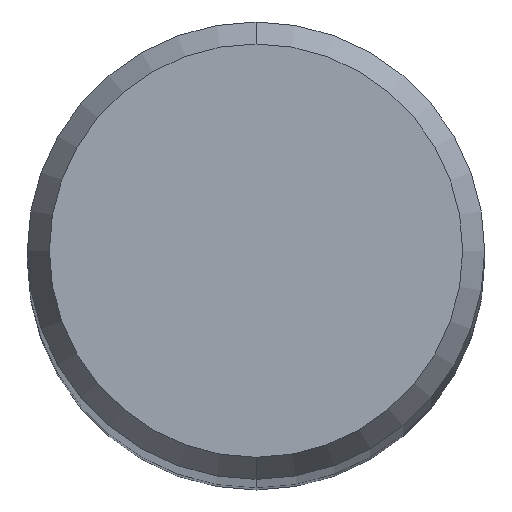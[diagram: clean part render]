
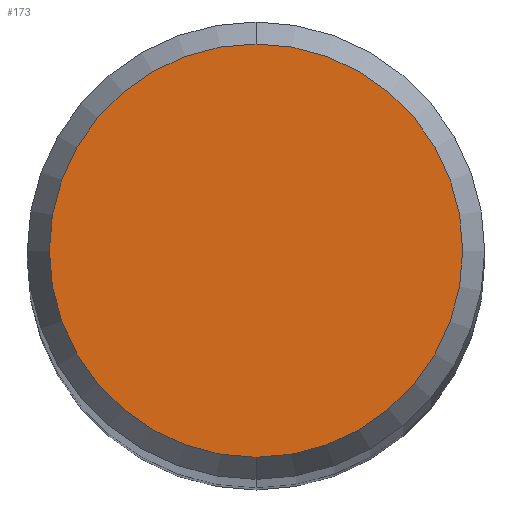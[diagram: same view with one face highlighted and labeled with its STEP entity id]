
A CAD part, top view. The second image highlights one B-rep face of the part: STEP entity #173.
In plain terms, the highlighted planar face has unit normal (0, 0, 1).
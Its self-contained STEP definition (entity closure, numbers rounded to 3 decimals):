
#165=VERTEX_POINT('',#418);
#173=ADVANCED_FACE('',(#426),#427,.T.);
#179=EDGE_CURVE('',#273,#165,#433,.T.);
#261=EDGE_CURVE('',#165,#273,#522,.T.);
#273=VERTEX_POINT('',#535);
#418=CARTESIAN_POINT('',(0.0,2.152,0.0));
#426=FACE_OUTER_BOUND('',#706,.T.);
#427=PLANE('',#707);
#433=CIRCLE('',#715,2.152);
#522=CIRCLE('',#897,2.152);
#535=CARTESIAN_POINT('',(0.,-2.152,0.0));
#706=EDGE_LOOP('',(#1230,#1231));
#707=AXIS2_PLACEMENT_3D('',#1232,#1233,#1234);
#715=AXIS2_PLACEMENT_3D('',#1238,#1239,#1240);
#897=AXIS2_PLACEMENT_3D('',#1327,#1328,#1329);
#1230=ORIENTED_EDGE('',*,*,#261,.F.);
#1231=ORIENTED_EDGE('',*,*,#179,.F.);
#1232=CARTESIAN_POINT('',(0.0,1.076,0.0));
#1233=DIRECTION('',(-0.0,0.0,1.0));
#1234=DIRECTION('',(0.0,-1.0,0.0));
#1238=CARTESIAN_POINT('',(0.0,0.0,0.0));
#1239=DIRECTION('',(0.0,0.0,-1.0));
#1240=DIRECTION('',(0.0,1.0,0.0));
#1327=CARTESIAN_POINT('',(0.0,0.0,0.0));
#1328=DIRECTION('',(0.0,0.0,-1.0));
#1329=DIRECTION('',(0.0,1.0,0.0));
